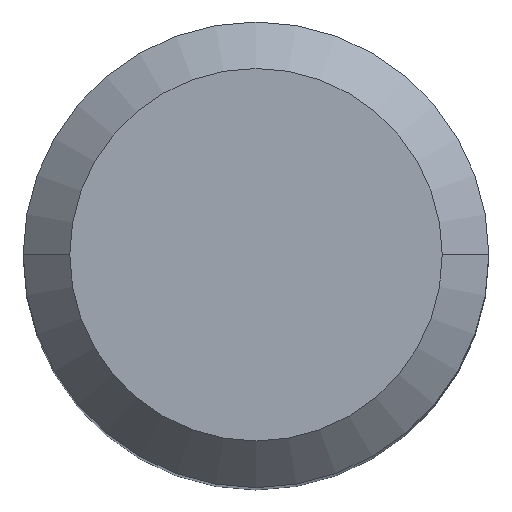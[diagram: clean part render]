
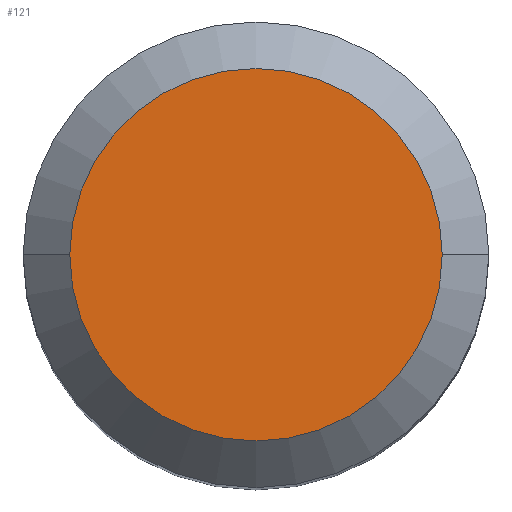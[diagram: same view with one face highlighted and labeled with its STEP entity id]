
A CAD part, top view. The second image highlights one B-rep face of the part: STEP entity #121.
In plain terms, the highlighted planar face has unit normal (0, 0, 1).
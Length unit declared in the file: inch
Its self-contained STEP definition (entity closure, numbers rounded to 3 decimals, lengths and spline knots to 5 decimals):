
#58 = DIRECTION ( 'NONE',  ( 0., 0., -1. ) ) ;
#62 = DIRECTION ( 'NONE',  ( 0., 0., 1. ) ) ;
#84 = CARTESIAN_POINT ( 'NONE',  ( 0.25196, 0., 0. ) ) ;
#93 = ORIENTED_EDGE ( 'NONE', *, *, #248, .T. ) ;
#110 = VERTEX_POINT ( 'NONE', #430 ) ;
#121 = ADVANCED_FACE ( 'NONE', ( #133 ), #357, .F. ) ;
#133 = FACE_OUTER_BOUND ( 'NONE', #385, .T. ) ;
#177 = EDGE_CURVE ( 'NONE', #110, #195, #193, .T. ) ;
#193 = CIRCLE ( 'NONE', #273, 0.25196 ) ;
#195 = VERTEX_POINT ( 'NONE', #84 ) ;
#200 = CARTESIAN_POINT ( 'NONE',  ( 0., 0., 0. ) ) ;
#221 = CIRCLE ( 'NONE', #316, 0.25196 ) ;
#248 = EDGE_CURVE ( 'NONE', #195, #110, #221, .T. ) ;
#265 = ORIENTED_EDGE ( 'NONE', *, *, #177, .T. ) ;
#273 = AXIS2_PLACEMENT_3D ( 'NONE', #200, #326, #392 ) ;
#275 = DIRECTION ( 'NONE',  ( 1., 0., 0. ) ) ;
#316 = AXIS2_PLACEMENT_3D ( 'NONE', #396, #62, #275 ) ;
#326 = DIRECTION ( 'NONE',  ( 0., 0., 1. ) ) ;
#357 = PLANE ( 'NONE',  #367 ) ;
#367 = AXIS2_PLACEMENT_3D ( 'NONE', #423, #58, #470 ) ;
#385 = EDGE_LOOP ( 'NONE', ( #265, #93 ) ) ;
#392 = DIRECTION ( 'NONE',  ( 1., 0., 0. ) ) ;
#396 = CARTESIAN_POINT ( 'NONE',  ( 0., 0., 0. ) ) ;
#423 = CARTESIAN_POINT ( 'NONE',  ( 0., 0., 0. ) ) ;
#430 = CARTESIAN_POINT ( 'NONE',  ( -0.25196, 0., 0. ) ) ;
#470 = DIRECTION ( 'NONE',  ( -1., 0., 0. ) ) ;
